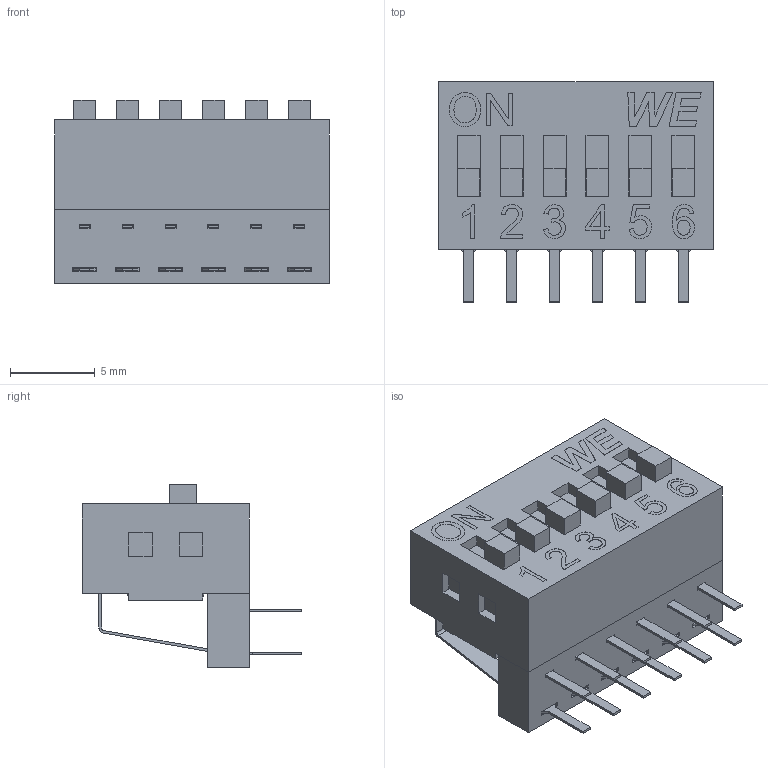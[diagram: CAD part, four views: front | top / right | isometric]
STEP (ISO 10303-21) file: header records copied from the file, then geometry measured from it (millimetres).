
FILE_DESCRIPTION( ( 'Unknown' ), '1' );
FILE_NAME( '4182172709xxA_V2 - 418217270906A_V2.stp', 'Unknown', ( 'Unknown' ), ( 'Unknown' ), 'PSStep 19.0.9', 'Unknown', ' ' );
FILE_SCHEMA( ( 'AUTOMOTIVE_DESIGN { 1 0 10303 214 1 1 1 1 }' ) );
Length unit declared in the file: millimetre
Products named in the file (7): Assem1; Terminal_down; Terminal_up; Actuator; Cover_06; Base_06; Accessory 06
Assembly tree (21 placements, depth 2):
  Assem1
    Terminal_down  x6
    Terminal_up  x6
    Actuator  x6
    Cover_06
    Base_06
    Accessory 06
Bounding box: 16.24 x 13 x 10.83 mm (x, y, z)
Volume: 766.6 mm3; surface area: 2628.7 mm2
Topology: 21 solids, 21 shells, 1102 faces, 3052 edges, 2020 vertices
Faces by surface type: plane 979, cylinder 108, extrusion 15
Entity records: 27352 total; most frequent: CARTESIAN_POINT 4859, ORIENTED_EDGE 3728, DIRECTION 3095, EDGE_CURVE 1864, VECTOR 1675, LINE 1660, VERTEX_POINT 1230, EDGE_LOOP 732
